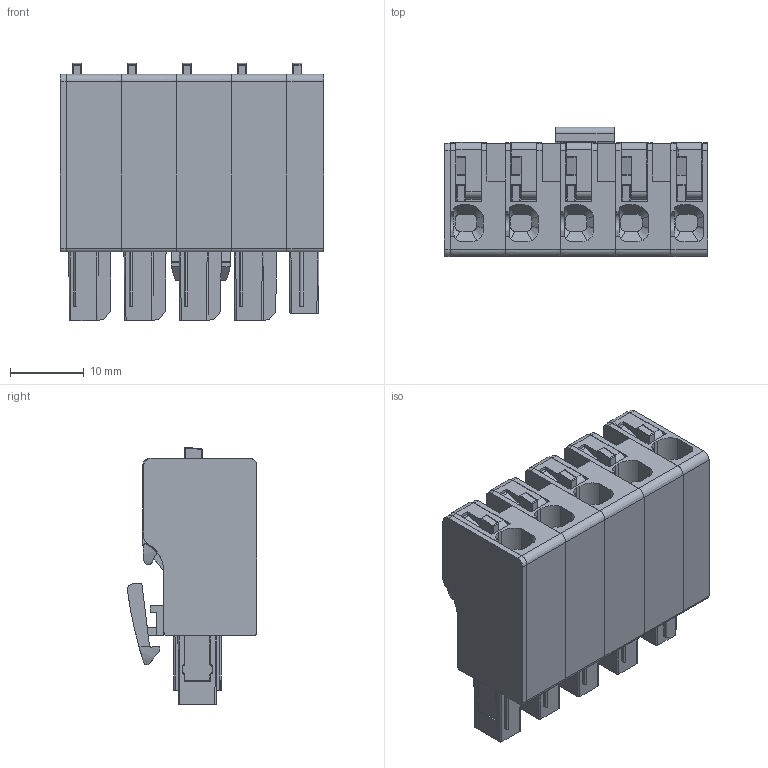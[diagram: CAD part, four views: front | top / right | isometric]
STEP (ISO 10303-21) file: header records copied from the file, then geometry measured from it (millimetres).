
FILE_DESCRIPTION(('CATIA V5 STEP Exchange','CAx-IF Rec.Pracs.--- Model Styling and Organization---1.4--- 2014-01-23'),'2;1');
FILE_NAME ('1361666-2_0_8000078356_8000078356.stp','2021-10-26T09:53:43+00:00',('none'),('Weidmueller'),'CATIA Version 5-6 Release 2016 SP3 HF44','CATIA V5 STEP AP214','none');
FILE_SCHEMA(('AUTOMOTIVE_DESIGN { 1 0 10303 214 1 1 1 1 }'));
Products named in the file (1): 8000078356
Bounding box: 35.8 x 17.58 x 35 mm (x, y, z)
Volume: 12139.3 mm3; surface area: 11634.1 mm2
Topology: 17 solids, 17 shells, 1426 faces, 3959 edges, 2592 vertices
Faces by surface type: plane 830, cylinder 452, cone 48, sphere 40, bspline 26, torus 16, extrusion 14
Entity records: 49147 total; most frequent: CARTESIAN_POINT 14139, ORIENTED_EDGE 7838, DIRECTION 6035, EDGE_CURVE 3919, VERTEX_POINT 2592, VECTOR 2567, LINE 2553, AXIS2_PLACEMENT_3D 2083
